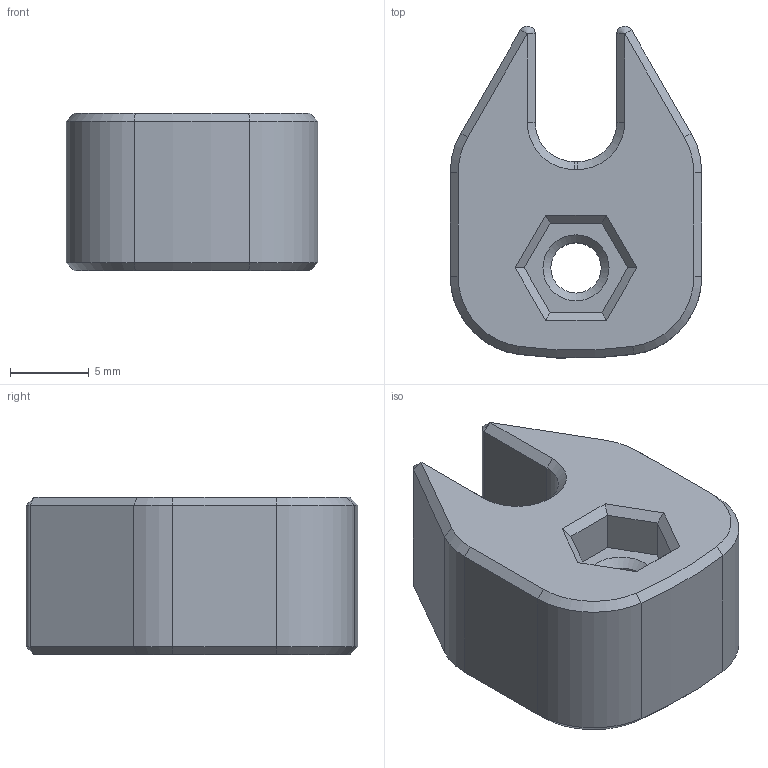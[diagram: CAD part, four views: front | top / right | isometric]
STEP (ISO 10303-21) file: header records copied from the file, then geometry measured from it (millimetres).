
FILE_DESCRIPTION(/* description */ (''),/* implementation_level */ '2;1');
FILE_NAME(/* name */ 'lobe rev.step',/* time_stamp */ '2025-08-21T23:16:36+02:00',/* author */ (''),/* organization */ (''),/* preprocessor_version */ 'ST-DEVELOPER v20.1',/* originating_system */ 'Autodesk Translation Framework v14.10.0.0',/* authorisation */ '');
FILE_SCHEMA (('AUTOMOTIVE_DESIGN { 1 0 10303 214 3 1 1 }'));
Length unit declared in the file: millimetre
Products named in the file (1): radial inner lobe for revision
Bounding box: 16 x 21.11 x 10 mm (x, y, z)
Volume: 2290.4 mm3; surface area: 1321 mm2
Topology: 1 solids, 1 shells, 66 faces, 149 edges, 82 vertices
Faces by surface type: plane 36, cone 20, cylinder 10
Full cylindrical faces by diameter (mm): 3.2 x1
Entity records: 1790 total; most frequent: DIRECTION 315, CARTESIAN_POINT 294, ORIENTED_EDGE 290, EDGE_CURVE 145, LINE 109, VECTOR 109, AXIS2_PLACEMENT_3D 103, VERTEX_POINT 82
